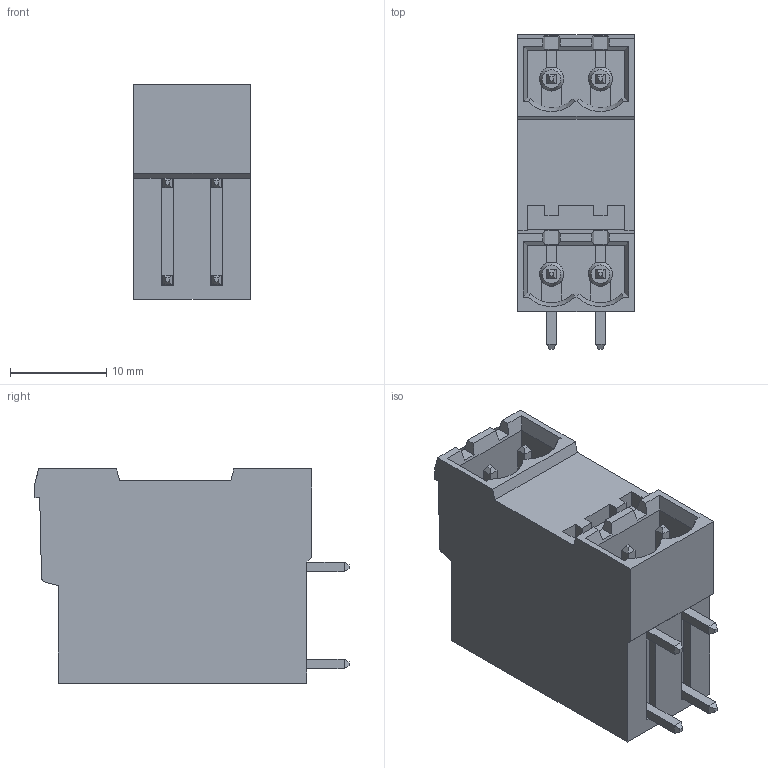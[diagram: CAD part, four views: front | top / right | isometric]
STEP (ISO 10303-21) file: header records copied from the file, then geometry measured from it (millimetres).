
FILE_DESCRIPTION(('STEP AP214'),'1');
FILE_NAME('PDH02-5,08.stp','2017-06-29T07:12:14',(' '),(' '),'Spatial InterOp 3D',' ',' ');
FILE_SCHEMA(('automotive_design'));
Length unit declared in the file: metre
Products named in the file (1): 1
Bounding box: 12.16 x 32.72 x 22.3 mm (x, y, z)
Volume: 6025.8 mm3; surface area: 3485.8 mm2
Topology: 1 solids, 1 shells, 227 faces, 611 edges, 392 vertices
Faces by surface type: plane 210, cylinder 9, cone 8
Full cylindrical faces by diameter (mm): 2.5 x4
Entity records: 8675 total; most frequent: CARTESIAN_POINT 1232, ORIENTED_EDGE 1190, DIRECTION 1092, EDGE_CURVE 595, LINE 536, VECTOR 536, VERTEX_POINT 384, AXIS2_PLACEMENT_3D 278
